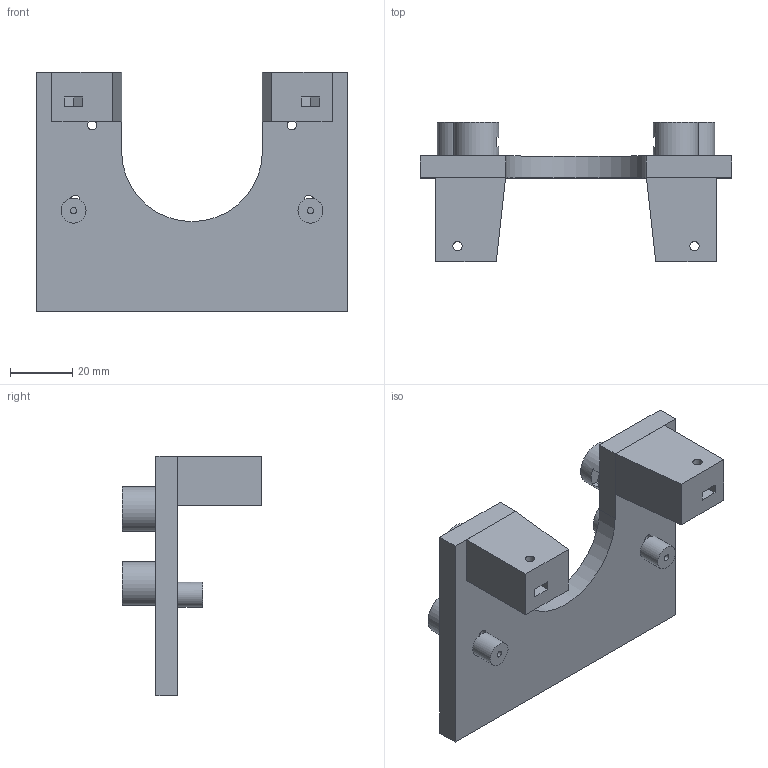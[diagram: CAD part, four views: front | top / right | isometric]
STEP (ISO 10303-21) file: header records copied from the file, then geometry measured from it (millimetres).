
FILE_DESCRIPTION(/* description */ (''),/* implementation_level */ '2;1');
FILE_NAME(/* name */ 'Lower Plate.step',/* time_stamp */ '2023-07-15T18:18:04+01:00',/* author */ (''),/* organization */ (''),/* preprocessor_version */ 'ST-DEVELOPER v19.2',/* originating_system */ 'Autodesk Translation Framework v12.6.0.85',/* authorisation */ '');
FILE_SCHEMA (('AUTOMOTIVE_DESIGN { 1 0 10303 214 3 1 1 }'));
Length unit declared in the file: millimetre
Products named in the file (1): Lower Plate
Bounding box: 100 x 44.8 x 77 mm (x, y, z)
Volume: 64013.5 mm3; surface area: 23959.3 mm2
Topology: 3 solids, 3 shells, 100 faces, 230 edges, 152 vertices
Faces by surface type: plane 73, cylinder 25, bspline 2
Full cylindrical faces by diameter (mm): 2 x2, 3 x12, 8 x4, 8.4 x2, 14 x2, 14.4 x2
Entity records: 2963 total; most frequent: CARTESIAN_POINT 529, DIRECTION 496, ORIENTED_EDGE 460, EDGE_CURVE 230, AXIS2_PLACEMENT_3D 167, LINE 162, VECTOR 162, VERTEX_POINT 152
